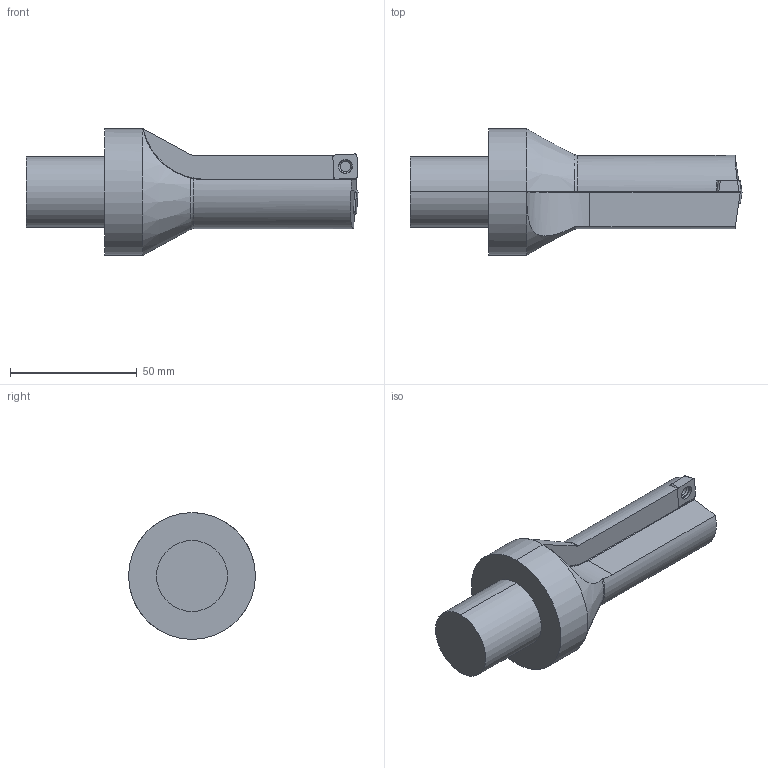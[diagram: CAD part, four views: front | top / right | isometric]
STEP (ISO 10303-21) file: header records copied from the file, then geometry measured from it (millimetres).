
FILE_DESCRIPTION((''),'2;1');
FILE_NAME('1087930095_ASM','2021-02-02T12:15:24',('thiemer'),(''),'CREO PARAMETRIC BY PTC INC, 2020053','CREO PARAMETRIC BY PTC INC, 2020053','');
FILE_SCHEMA(('AP242_MANAGED_MODEL_BASED_3D_ENGINEERING_MIM_LF { 1 0 10303 442 1 1 4 }'));
Length unit declared in the file: millimetre
Products named in the file (3): 1087930095NC; 1087930095C; 1087930095_ASM
Assembly tree (3 placements, depth 2):
  1087930095_ASM
    1087930095NC
    1087930095C  x2
Bounding box: 131 x 50 x 50 mm (x, y, z)
Volume: 96935.1 mm3; surface area: 17801.1 mm2
Topology: 3 solids, 3 shells, 78 faces, 281 edges, 211 vertices
Faces by surface type: plane 32, cylinder 30, torus 10, cone 6
Entity records: 4105 total; most frequent: CARTESIAN_POINT 622, DIRECTION 451, ORIENTED_EDGE 290, PRESENTATION_STYLE_ASSIGNMENT 254, STYLED_ITEM 254, CURVE_STYLE 251, AXIS2_PLACEMENT_3D 151, VECTOR 149
